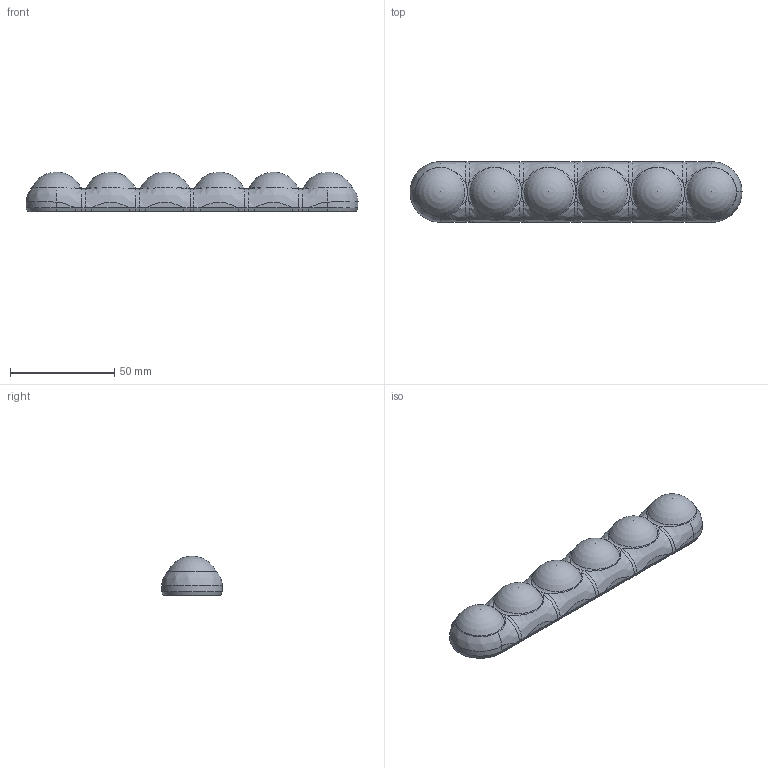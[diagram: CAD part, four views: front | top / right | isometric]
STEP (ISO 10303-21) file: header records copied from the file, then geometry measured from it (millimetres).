
FILE_DESCRIPTION(('FreeCAD Model'),'2;1');
FILE_NAME('handle-bar_black_v2.7.step','2016-11-08T13:46:56',('Author'),(''), 'Open CASCADE STEP processor 6.8','FreeCAD','Unknown');
FILE_SCHEMA(('AUTOMOTIVE_DESIGN_CC2 { 1 2 10303 214 -1 1 5 4 }'));
Length unit declared in the file: millimetre
Products named in the file (2): ASSEMBLY; Chamfer001
Assembly tree (1 placements, depth 2):
  ASSEMBLY
    Chamfer001
Bounding box: 159 x 29 x 19 mm (x, y, z)
Volume: 57059.3 mm3; surface area: 13182.2 mm2
Topology: 1 solids, 1 shells, 120 faces, 272 edges, 154 vertices
Faces by surface type: bspline 56, plane 38, cylinder 15, sphere 6, cone 5
Full cylindrical faces by diameter (mm): 5 x3
Entity records: 12409 total; most frequent: CARTESIAN_POINT 8042, ORIENTED_EDGE 532, PCURVE 532, DEFINITIONAL_REPRESENTATION 532, DIRECTION 478, B_SPLINE_CURVE_WITH_KNOTS 395, LINE 290, VECTOR 290
